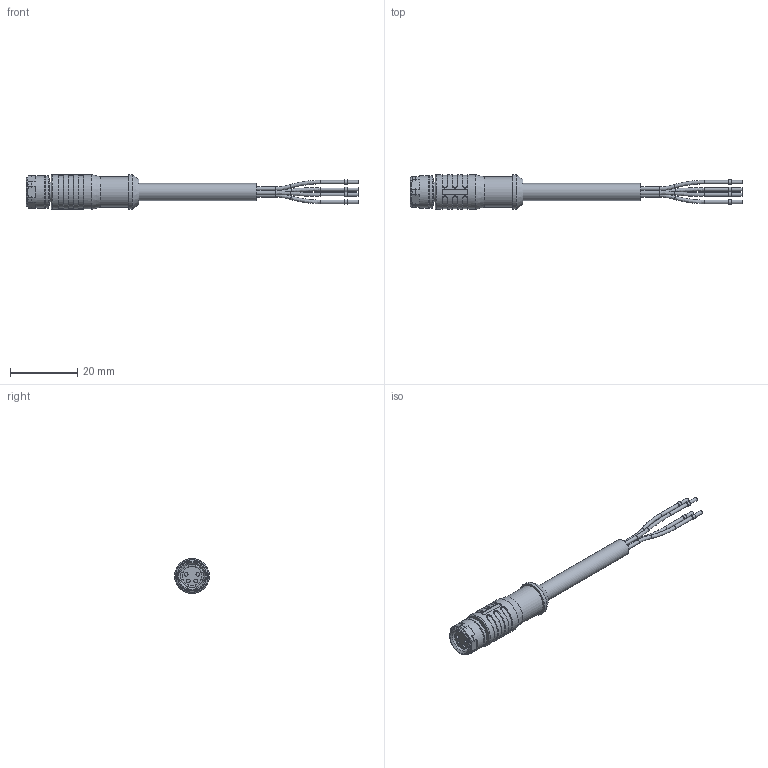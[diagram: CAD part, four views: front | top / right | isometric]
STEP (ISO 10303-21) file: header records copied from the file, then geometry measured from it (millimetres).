
FILE_DESCRIPTION(/* description */ (''),/* implementation_level */ '2;1');
FILE_NAME(/* name */ 'VK205375.stp',/* time_stamp */ '2016-10-12T08:54:34+02:00',/* author */ ('mitarbeiter'),/* organization */ (''),/* preprocessor_version */ 'ST-DEVELOPER v15.2',/* originating_system */ 'Autodesk Inventor 2014',/* authorisation */ '');
FILE_SCHEMA (('AUTOMOTIVE_DESIGN { 1 0 10303 214 3 1 1 }'));
Length unit declared in the file: millimetre
Products named in the file (1): VK205375
Bounding box: 98.5 x 10.3 x 10.3 mm (x, y, z)
Volume: 3141.4 mm3; surface area: 2500.8 mm2
Topology: 1 solids, 1 shells, 209 faces, 462 edges, 289 vertices
Faces by surface type: cylinder 66, plane 63, bspline 32, torus 28, cone 20
Full cylindrical faces by diameter (mm): 1.054 x12, 1.075 x4, 1.4 x4, 5.1 x1, 5.65 x1, 5.725 x1, 6.9 x1, 6.95 x1, 7.2 x1, 8.2 x1, 8.3 x1, 8.8 x1, 9.1 x1, 9.6 x2, 10.3 x2
Entity records: 7050 total; most frequent: CARTESIAN_POINT 2617, DIRECTION 892, ORIENTED_EDGE 790, AXIS2_PLACEMENT_3D 405, EDGE_CURVE 395, EDGE_LOOP 290, VERTEX_POINT 269, CIRCLE 219
